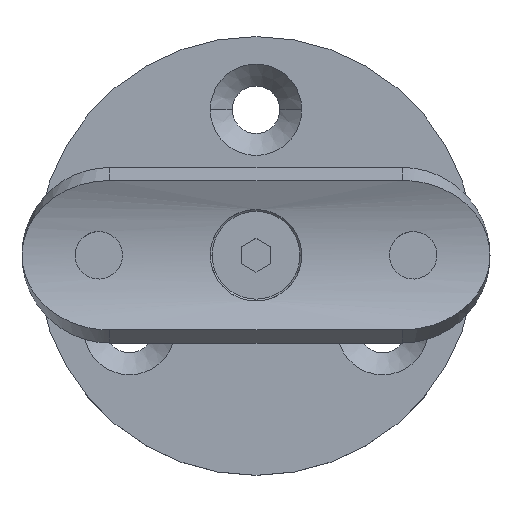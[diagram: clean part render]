
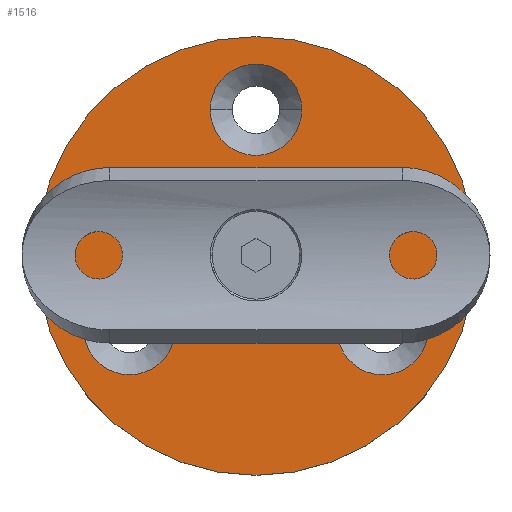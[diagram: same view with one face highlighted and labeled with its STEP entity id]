
A CAD part, top view. The second image highlights one B-rep face of the part: STEP entity #1516.
In plain terms, the highlighted planar face has unit normal (0, 0, 1).
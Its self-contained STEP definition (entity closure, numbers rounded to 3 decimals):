
#26 = DIRECTION ( 'NONE',  ( 0., 0., 1. ) ) ;
#97 = CARTESIAN_POINT ( 'NONE',  ( 0., 20., 5. ) ) ;
#128 = CIRCLE ( 'NONE', #1775, 30. ) ;
#169 = VERTEX_POINT ( 'NONE', #3272 ) ;
#216 = CARTESIAN_POINT ( 'NONE',  ( 5.25, 0., 5. ) ) ;
#242 = DIRECTION ( 'NONE',  ( 0., 0., 1. ) ) ;
#246 = VERTEX_POINT ( 'NONE', #2436 ) ;
#300 = DIRECTION ( 'NONE',  ( 1., 0., 0. ) ) ;
#304 = DIRECTION ( 'NONE',  ( 1., 0., 0. ) ) ;
#318 = CIRCLE ( 'NONE', #3410, 6.25 ) ;
#367 = AXIS2_PLACEMENT_3D ( 'NONE', #2903, #26, #304 ) ;
#436 = CARTESIAN_POINT ( 'NONE',  ( 23.571, -10., 5. ) ) ;
#457 = DIRECTION ( 'NONE',  ( 0., 0., 1. ) ) ;
#494 = CARTESIAN_POINT ( 'NONE',  ( -17.299, -9.988, 5. ) ) ;
#505 = DIRECTION ( 'NONE',  ( 0., 0., 1. ) ) ;
#547 = EDGE_CURVE ( 'NONE', #816, #1237, #318, .T. ) ;
#558 = EDGE_CURVE ( 'NONE', #169, #914, #128, .T. ) ;
#591 = DIRECTION ( 'NONE',  ( 1., 0., 0. ) ) ;
#629 = EDGE_CURVE ( 'NONE', #2675, #246, #2133, .T. ) ;
#741 = CARTESIAN_POINT ( 'NONE',  ( -6.25, 20., 5. ) ) ;
#775 = EDGE_CURVE ( 'NONE', #1508, #2744, #2058, .T. ) ;
#779 = DIRECTION ( 'NONE',  ( -1., 0., 0. ) ) ;
#816 = VERTEX_POINT ( 'NONE', #436 ) ;
#875 = CARTESIAN_POINT ( 'NONE',  ( -5.25, 0., 5. ) ) ;
#912 = ORIENTED_EDGE ( 'NONE', *, *, #775, .F. ) ;
#914 = VERTEX_POINT ( 'NONE', #2982 ) ;
#948 = EDGE_CURVE ( 'NONE', #3260, #3318, #1455, .T. ) ;
#967 = AXIS2_PLACEMENT_3D ( 'NONE', #2193, #1099, #1652 ) ;
#1067 = PLANE ( 'NONE',  #2987 ) ;
#1099 = DIRECTION ( 'NONE',  ( 0., 0., 1. ) ) ;
#1158 = DIRECTION ( 'NONE',  ( 0., 0., 1. ) ) ;
#1205 = EDGE_LOOP ( 'NONE', ( #1668, #912 ) ) ;
#1224 = CIRCLE ( 'NONE', #967, 30. ) ;
#1229 = DIRECTION ( 'NONE',  ( 1., 0., 0. ) ) ;
#1237 = VERTEX_POINT ( 'NONE', #3464 ) ;
#1267 = AXIS2_PLACEMENT_3D ( 'NONE', #2203, #1415, #779 ) ;
#1278 = ORIENTED_EDGE ( 'NONE', *, *, #558, .T. ) ;
#1279 = DIRECTION ( 'NONE',  ( 1., 0., 0. ) ) ;
#1353 = ORIENTED_EDGE ( 'NONE', *, *, #629, .F. ) ;
#1362 = DIRECTION ( 'NONE',  ( 1., 0., 0. ) ) ;
#1415 = DIRECTION ( 'NONE',  ( 0., 0., -1. ) ) ;
#1455 = CIRCLE ( 'NONE', #1267, 5.25 ) ;
#1458 = DIRECTION ( 'NONE',  ( 0., 0., 1. ) ) ;
#1480 = AXIS2_PLACEMENT_3D ( 'NONE', #1866, #2686, #2948 ) ;
#1508 = VERTEX_POINT ( 'NONE', #741 ) ;
#1516 = ADVANCED_FACE ( 'NONE', ( #1751, #2775, #3380, #3098, #3056 ), #1067, .T. ) ;
#1576 = EDGE_LOOP ( 'NONE', ( #3135, #1353 ) ) ;
#1652 = DIRECTION ( 'NONE',  ( 1., 0., 0. ) ) ;
#1659 = AXIS2_PLACEMENT_3D ( 'NONE', #2934, #1158, #300 ) ;
#1668 = ORIENTED_EDGE ( 'NONE', *, *, #2544, .F. ) ;
#1679 = ORIENTED_EDGE ( 'NONE', *, *, #2625, .T. ) ;
#1707 = CARTESIAN_POINT ( 'NONE',  ( 0., 0., 5. ) ) ;
#1738 = CARTESIAN_POINT ( 'NONE',  ( -23.549, -9.988, 5. ) ) ;
#1751 = FACE_BOUND ( 'NONE', #2423, .T. ) ;
#1775 = AXIS2_PLACEMENT_3D ( 'NONE', #1707, #242, #1945 ) ;
#1802 = ORIENTED_EDGE ( 'NONE', *, *, #2120, .F. ) ;
#1809 = CARTESIAN_POINT ( 'NONE',  ( 6.25, 20., 5. ) ) ;
#1866 = CARTESIAN_POINT ( 'NONE',  ( 0., 0., 5. ) ) ;
#1891 = ORIENTED_EDGE ( 'NONE', *, *, #2401, .T. ) ;
#1945 = DIRECTION ( 'NONE',  ( 1., 0., 0. ) ) ;
#2058 = CIRCLE ( 'NONE', #2235, 6.25 ) ;
#2120 = EDGE_CURVE ( 'NONE', #1237, #816, #2123, .T. ) ;
#2123 = CIRCLE ( 'NONE', #367, 6.25 ) ;
#2133 = CIRCLE ( 'NONE', #2926, 6.25 ) ;
#2193 = CARTESIAN_POINT ( 'NONE',  ( 0., 0., 5. ) ) ;
#2203 = CARTESIAN_POINT ( 'NONE',  ( 0., 0., 5. ) ) ;
#2235 = AXIS2_PLACEMENT_3D ( 'NONE', #97, #2446, #1279 ) ;
#2401 = EDGE_CURVE ( 'NONE', #914, #169, #1224, .T. ) ;
#2423 = EDGE_LOOP ( 'NONE', ( #3539, #1679 ) ) ;
#2436 = CARTESIAN_POINT ( 'NONE',  ( -11.049, -9.988, 5. ) ) ;
#2446 = DIRECTION ( 'NONE',  ( 0., 0., 1. ) ) ;
#2499 = AXIS2_PLACEMENT_3D ( 'NONE', #494, #3620, #3359 ) ;
#2504 = EDGE_LOOP ( 'NONE', ( #3705, #1802 ) ) ;
#2544 = EDGE_CURVE ( 'NONE', #2744, #1508, #3043, .T. ) ;
#2625 = EDGE_CURVE ( 'NONE', #3318, #3260, #2739, .T. ) ;
#2675 = VERTEX_POINT ( 'NONE', #1738 ) ;
#2686 = DIRECTION ( 'NONE',  ( 0., 0., -1. ) ) ;
#2739 = CIRCLE ( 'NONE', #1480, 5.25 ) ;
#2744 = VERTEX_POINT ( 'NONE', #1809 ) ;
#2775 = FACE_BOUND ( 'NONE', #1205, .T. ) ;
#2805 = EDGE_CURVE ( 'NONE', #246, #2675, #3108, .T. ) ;
#2857 = CARTESIAN_POINT ( 'NONE',  ( 17.321, -10., 5. ) ) ;
#2903 = CARTESIAN_POINT ( 'NONE',  ( 17.321, -10., 5. ) ) ;
#2926 = AXIS2_PLACEMENT_3D ( 'NONE', #3201, #1458, #1229 ) ;
#2934 = CARTESIAN_POINT ( 'NONE',  ( 0., 20., 5. ) ) ;
#2948 = DIRECTION ( 'NONE',  ( -1., 0., 0. ) ) ;
#2982 = CARTESIAN_POINT ( 'NONE',  ( 30., 0., 5. ) ) ;
#2987 = AXIS2_PLACEMENT_3D ( 'NONE', #3344, #457, #591 ) ;
#3043 = CIRCLE ( 'NONE', #1659, 6.25 ) ;
#3056 = FACE_OUTER_BOUND ( 'NONE', #3213, .T. ) ;
#3098 = FACE_BOUND ( 'NONE', #1576, .T. ) ;
#3108 = CIRCLE ( 'NONE', #2499, 6.25 ) ;
#3135 = ORIENTED_EDGE ( 'NONE', *, *, #2805, .F. ) ;
#3201 = CARTESIAN_POINT ( 'NONE',  ( -17.299, -9.988, 5. ) ) ;
#3213 = EDGE_LOOP ( 'NONE', ( #1278, #1891 ) ) ;
#3260 = VERTEX_POINT ( 'NONE', #875 ) ;
#3272 = CARTESIAN_POINT ( 'NONE',  ( -30., 0., 5. ) ) ;
#3318 = VERTEX_POINT ( 'NONE', #216 ) ;
#3344 = CARTESIAN_POINT ( 'NONE',  ( 0., 0., 5. ) ) ;
#3359 = DIRECTION ( 'NONE',  ( 1., 0., 0. ) ) ;
#3380 = FACE_BOUND ( 'NONE', #2504, .T. ) ;
#3410 = AXIS2_PLACEMENT_3D ( 'NONE', #2857, #505, #1362 ) ;
#3464 = CARTESIAN_POINT ( 'NONE',  ( 11.071, -10., 5. ) ) ;
#3539 = ORIENTED_EDGE ( 'NONE', *, *, #948, .T. ) ;
#3620 = DIRECTION ( 'NONE',  ( 0., 0., 1. ) ) ;
#3705 = ORIENTED_EDGE ( 'NONE', *, *, #547, .F. ) ;
